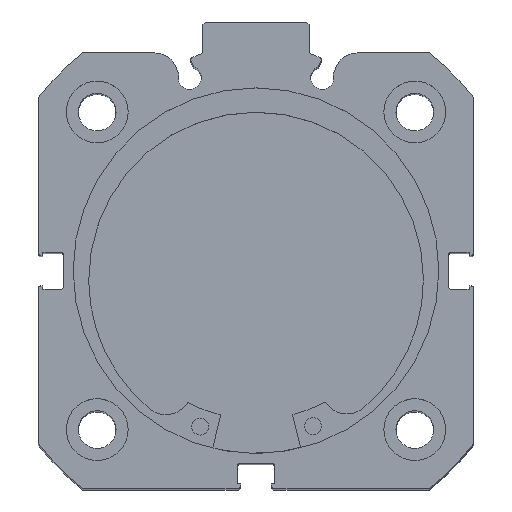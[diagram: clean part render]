
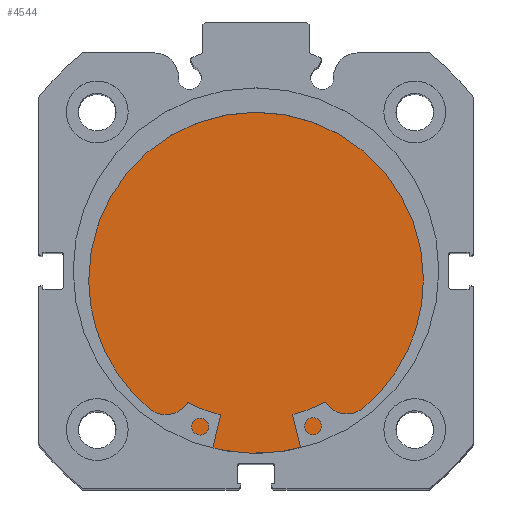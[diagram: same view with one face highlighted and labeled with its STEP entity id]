
A CAD part, top view. The second image highlights one B-rep face of the part: STEP entity #4544.
In plain terms, the highlighted face is planar.
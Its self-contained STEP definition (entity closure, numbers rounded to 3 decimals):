
#252 = CARTESIAN_POINT ( 'NONE',  ( 9.5, 0., 0. ) ) ;
#254 = DIRECTION ( 'NONE',  ( -1., 0., 0. ) ) ;
#255 = DIRECTION ( 'NONE',  ( 0., 0., 1. ) ) ;
#616 = CARTESIAN_POINT ( 'NONE',  ( 9.5, 0., 0. ) ) ;
#618 = DIRECTION ( 'NONE',  ( -1., 0., 0. ) ) ;
#619 = DIRECTION ( 'NONE',  ( 0., 0., 1. ) ) ;
#1552 = CIRCLE ( 'NONE', #6724, 32.5 ) ;
#2906 = DIRECTION ( 'NONE',  ( 0., 0., 1. ) ) ;
#2907 = DIRECTION ( 'NONE',  ( -1., 0., 0. ) ) ;
#2909 = PLANE ( 'NONE',  #6465 ) ;
#2911 = CARTESIAN_POINT ( 'NONE',  ( 9.5, 32.5, 0. ) ) ;
#3001 = CARTESIAN_POINT ( 'NONE',  ( 9.5, 0., 32.5 ) ) ;
#3039 = CARTESIAN_POINT ( 'NONE',  ( 9.5, 0., -32.5 ) ) ;
#3777 = VERTEX_POINT ( 'NONE', #3039 ) ;
#3791 = VERTEX_POINT ( 'NONE', #3001 ) ;
#4002 = EDGE_LOOP ( 'NONE', ( #5283, #5282 ) ) ;
#4544 = ADVANCED_FACE ( 'NONE', ( #5494 ), #2909, .F. ) ;
#4754 = EDGE_CURVE ( 'NONE', #3777, #3791, #5942, .T. ) ;
#5282 = ORIENTED_EDGE ( 'NONE', *, *, #4754, .F. ) ;
#5283 = ORIENTED_EDGE ( 'NONE', *, *, #6065, .F. ) ;
#5494 = FACE_OUTER_BOUND ( 'NONE', #4002, .T. ) ;
#5942 = CIRCLE ( 'NONE', #6656, 32.5 ) ;
#6065 = EDGE_CURVE ( 'NONE', #3791, #3777, #1552, .T. ) ;
#6465 = AXIS2_PLACEMENT_3D ( 'NONE', #2911, #2907, #2906 ) ;
#6656 = AXIS2_PLACEMENT_3D ( 'NONE', #252, #254, #255 ) ;
#6724 = AXIS2_PLACEMENT_3D ( 'NONE', #616, #618, #619 ) ;
